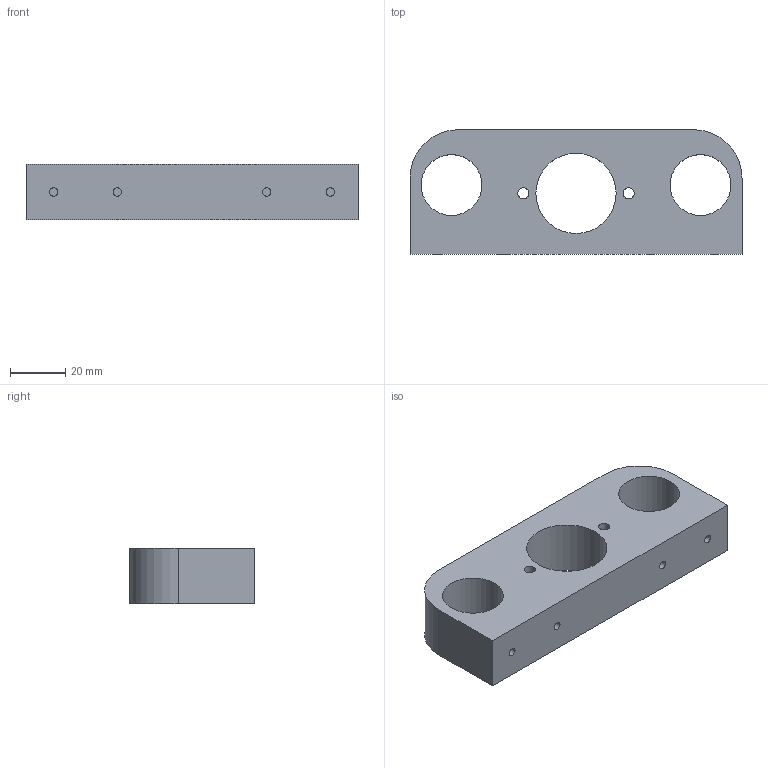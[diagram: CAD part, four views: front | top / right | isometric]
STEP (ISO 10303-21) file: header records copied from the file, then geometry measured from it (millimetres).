
FILE_DESCRIPTION(/* description */ (''),/* implementation_level */ '2;1');
FILE_NAME(/* name */ 'Feste Linear Bearings og LS Nut.stp',/* time_stamp */ '2025-04-21T21:15:17+02:00',/* author */ ('roone'),/* organization */ (''),/* preprocessor_version */ 'ST-DEVELOPER v20',/* originating_system */ 'Autodesk Inventor 2025',/* authorisation */ '');
FILE_SCHEMA (('AUTOMOTIVE_DESIGN { 1 0 10303 214 3 1 1 }'));
Length unit declared in the file: millimetre
Products named in the file (1): Feste Linear Bearings og LS Nut
Bounding box: 120 x 45 x 20 mm (x, y, z)
Volume: 76170 mm3; surface area: 19411.2 mm2
Topology: 1 solids, 1 shells, 21 faces, 45 edges, 30 vertices
Faces by surface type: cylinder 11, plane 10
Full cylindrical faces by diameter (mm): 3 x4, 4 x2, 22 x2, 29 x1
Entity records: 647 total; most frequent: DIRECTION 111, CARTESIAN_POINT 97, ORIENTED_EDGE 90, EDGE_CURVE 45, AXIS2_PLACEMENT_3D 44, EDGE_LOOP 35, VERTEX_POINT 30, LINE 23
